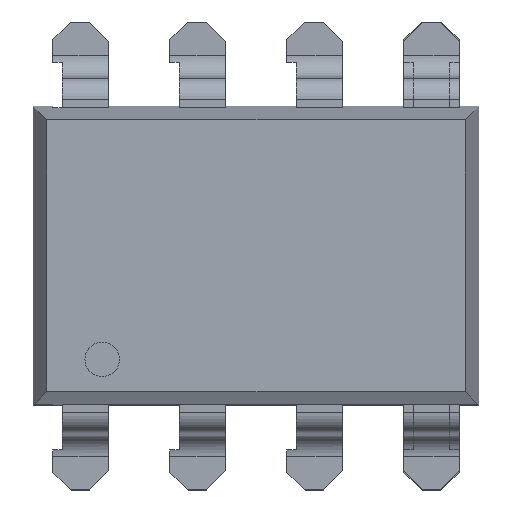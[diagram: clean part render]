
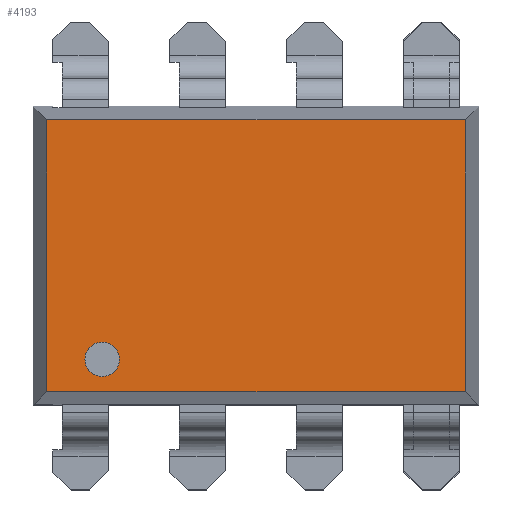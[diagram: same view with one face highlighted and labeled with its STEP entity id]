
A CAD part, top view. The second image highlights one B-rep face of the part: STEP entity #4193.
In plain terms, the highlighted planar face has unit normal (0, 0, 1).
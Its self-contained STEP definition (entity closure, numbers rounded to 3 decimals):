
#76=FACE_BOUND('',#429,.T.);
#77=CIRCLE('',#4456,0.375);
#193=FACE_OUTER_BOUND('',#428,.T.);
#428=EDGE_LOOP('',(#2708,#2709,#2710,#2711));
#429=EDGE_LOOP('',(#2712));
#660=LINE('',#5992,#1158);
#668=LINE('',#6008,#1166);
#686=LINE('',#6041,#1184);
#695=LINE('',#6057,#1193);
#1158=VECTOR('',#4800,5.9);
#1166=VECTOR('',#4812,5.9);
#1184=VECTOR('',#4836,10.);
#1193=VECTOR('',#4847,10.);
#1656=VERTEX_POINT('',#5989);
#1657=VERTEX_POINT('',#5991);
#1662=VERTEX_POINT('',#6005);
#1663=VERTEX_POINT('',#6007);
#1682=VERTEX_POINT('',#6058);
#2058=EDGE_CURVE('',#1657,#1656,#660,.T.);
#2066=EDGE_CURVE('',#1663,#1662,#668,.T.);
#2084=EDGE_CURVE('',#1656,#1663,#686,.T.);
#2093=EDGE_CURVE('',#1657,#1662,#695,.T.);
#2094=EDGE_CURVE('',#1682,#1682,#77,.T.);
#2708=ORIENTED_EDGE('',*,*,#2093,.F.);
#2709=ORIENTED_EDGE('',*,*,#2058,.T.);
#2710=ORIENTED_EDGE('',*,*,#2084,.T.);
#2711=ORIENTED_EDGE('',*,*,#2066,.T.);
#2712=ORIENTED_EDGE('',*,*,#2094,.F.);
#3886=PLANE('',#4455);
#4193=ADVANCED_FACE('',(#193,#76),#3886,.F.);
#4455=AXIS2_PLACEMENT_3D('',#6056,#4845,#4846);
#4456=AXIS2_PLACEMENT_3D('',#6059,#4848,#4849);
#4800=DIRECTION('',(0.,1.,0.));
#4812=DIRECTION('',(0.,-1.,0.));
#4836=DIRECTION('',(-1.,0.,0.));
#4845=DIRECTION('center_axis',(0.,0.,-1.));
#4846=DIRECTION('ref_axis',(0.,1.,0.));
#4847=DIRECTION('',(-1.,0.,0.));
#4848=DIRECTION('center_axis',(0.,0.,1.));
#4849=DIRECTION('ref_axis',(0.,-1.,0.));
#5989=CARTESIAN_POINT('',(8.35,7.503,3.5));
#5991=CARTESIAN_POINT('',(8.35,1.603,3.5));
#5992=CARTESIAN_POINT('',(8.35,1.603,3.5));
#6005=CARTESIAN_POINT('',(-0.73,1.603,3.5));
#6007=CARTESIAN_POINT('',(-0.73,7.503,3.5));
#6008=CARTESIAN_POINT('',(-0.73,7.503,3.5));
#6041=CARTESIAN_POINT('',(6.35,7.503,3.5));
#6056=CARTESIAN_POINT('Origin',(8.65,1.303,3.5));
#6057=CARTESIAN_POINT('',(6.35,1.603,3.5));
#6058=CARTESIAN_POINT('',(0.47,2.678,3.5));
#6059=CARTESIAN_POINT('Origin',(0.47,2.303,3.5));
